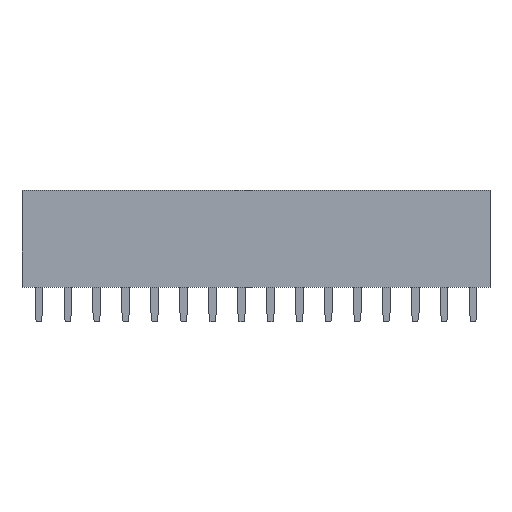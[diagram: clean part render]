
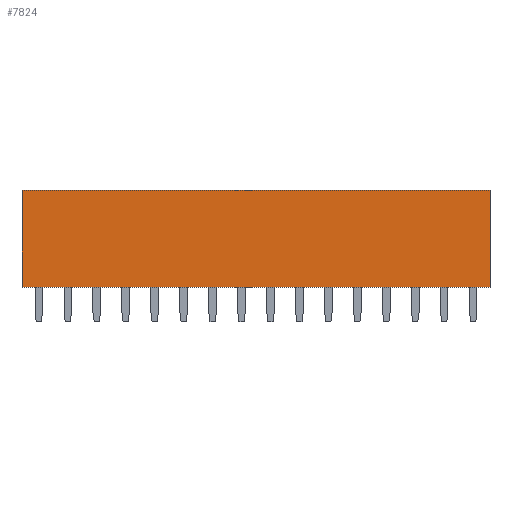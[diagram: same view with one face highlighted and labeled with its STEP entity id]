
A CAD part, top view. The second image highlights one B-rep face of the part: STEP entity #7824.
In plain terms, the highlighted planar face has unit normal (0, 0, 1).
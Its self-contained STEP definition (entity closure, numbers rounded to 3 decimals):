
#3611=DIRECTION('',(1.,0.,0.));
#3612=VECTOR('',#3611,41.04);
#3613=CARTESIAN_POINT('',(-39.57,-8.5,1.25));
#3614=LINE('',#3613,#3612);
#3618=DIRECTION('',(1.,0.,0.));
#3619=VECTOR('',#3618,41.04);
#3620=CARTESIAN_POINT('',(-39.57,0.,1.25));
#3621=LINE('',#3620,#3619);
#3674=DIRECTION('',(0.,-1.,0.));
#3675=VECTOR('',#3674,8.5);
#3676=CARTESIAN_POINT('',(1.47,0.,1.25));
#3677=LINE('',#3676,#3675);
#3702=DIRECTION('',(0.,-1.,0.));
#3703=VECTOR('',#3702,8.5);
#3704=CARTESIAN_POINT('',(-39.57,0.,1.25));
#3705=LINE('',#3704,#3703);
#3966=CARTESIAN_POINT('',(-39.57,0.,1.25));
#3968=VERTEX_POINT('',#3966);
#3969=CARTESIAN_POINT('',(-39.57,-8.5,1.25));
#3970=VERTEX_POINT('',#3969);
#3982=CARTESIAN_POINT('',(1.47,0.,1.25));
#3984=VERTEX_POINT('',#3982);
#3985=CARTESIAN_POINT('',(1.47,-8.5,1.25));
#3986=VERTEX_POINT('',#3985);
#7811=CARTESIAN_POINT('',(-1.27,0.,1.25));
#7812=DIRECTION('',(0.,0.,1.));
#7813=DIRECTION('',(1.,0.,0.));
#7814=AXIS2_PLACEMENT_3D('',#7811,#7812,#7813);
#7815=PLANE('',#7814);
#7816=ORIENTED_EDGE('',*,*,#4446,.T.);
#7818=ORIENTED_EDGE('',*,*,#7817,.T.);
#7819=ORIENTED_EDGE('',*,*,#7785,.F.);
#7821=ORIENTED_EDGE('',*,*,#7820,.F.);
#7822=EDGE_LOOP('',(#7816,#7818,#7819,#7821));
#7823=FACE_OUTER_BOUND('',#7822,.F.);
#7824=ADVANCED_FACE('',(#7823),#7815,.T.);
#4446=EDGE_CURVE('',#3968,#3984,#3621,.T.);
#7785=EDGE_CURVE('',#3970,#3986,#3614,.T.);
#7817=EDGE_CURVE('',#3984,#3986,#3677,.T.);
#7820=EDGE_CURVE('',#3968,#3970,#3705,.T.);
